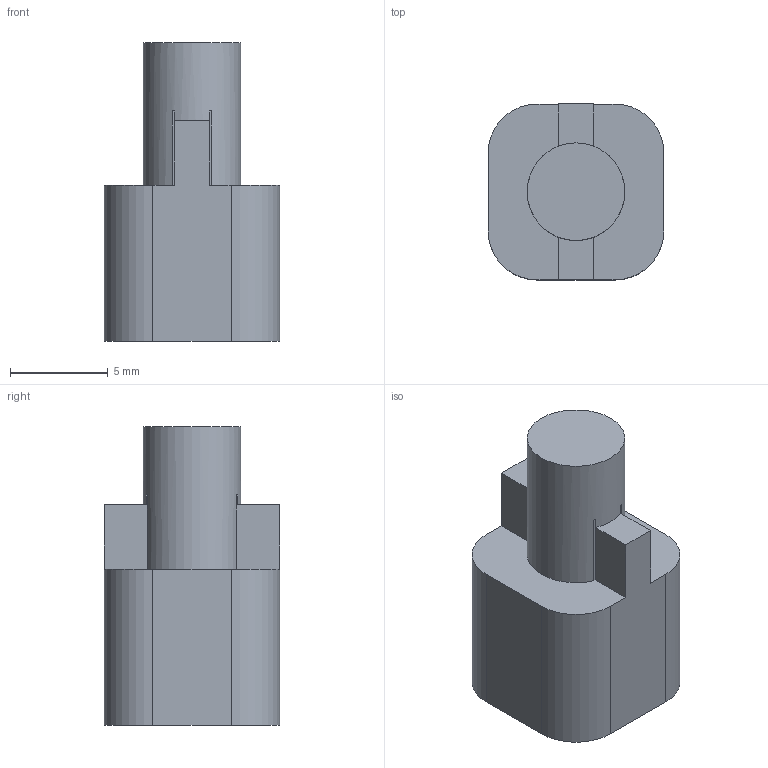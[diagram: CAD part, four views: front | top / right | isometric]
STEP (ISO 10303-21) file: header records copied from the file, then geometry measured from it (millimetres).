
FILE_DESCRIPTION(/* description */ (''),/* implementation_level */ '2;1');
FILE_NAME(/* name */ 'twomes-p1-gateway-button.stp.step',/* time_stamp */ '2022-01-06T16:01:17+01:00',/* author */ (''),/* organization */ (''),/* preprocessor_version */ 'ST-DEVELOPER v18.1',/* originating_system */ 'Autodesk Translation Framework v10.10.0.1391',/* authorisation */ '');
FILE_SCHEMA (('AUTOMOTIVE_DESIGN { 1 0 10303 214 3 1 1 }'));
Length unit declared in the file: millimetre
Products named in the file (2): Untitled; RectangleBaseCap
Assembly tree (1 placements, depth 2):
  Untitled
    RectangleBaseCap
Bounding box: 9 x 9 x 15.3 mm (x, y, z)
Volume: 586.6 mm3; surface area: 654.9 mm2
Topology: 1 solids, 1 shells, 32 faces, 87 edges, 58 vertices
Faces by surface type: plane 27, cylinder 5
Full cylindrical faces by diameter (mm): 5 x1
Entity records: 1062 total; most frequent: CARTESIAN_POINT 180, DIRECTION 175, ORIENTED_EDGE 174, EDGE_CURVE 87, LINE 69, VECTOR 69, VERTEX_POINT 58, AXIS2_PLACEMENT_3D 53
